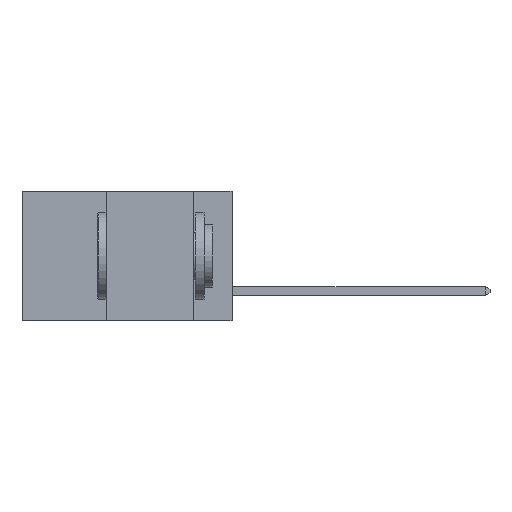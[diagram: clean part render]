
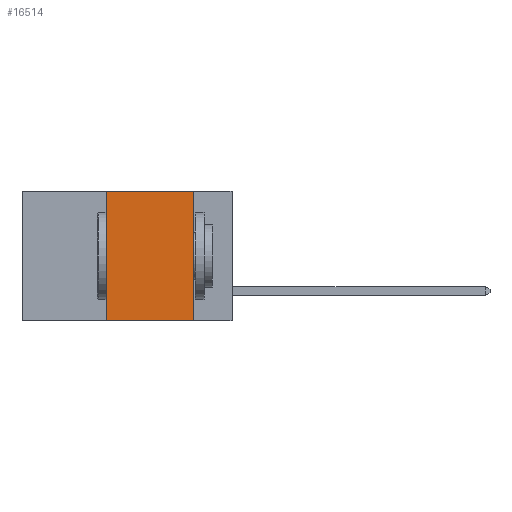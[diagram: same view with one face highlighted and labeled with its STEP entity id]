
A CAD part, left-side view. The second image highlights one B-rep face of the part: STEP entity #16514.
In plain terms, the highlighted planar face has unit normal (-1, 0, 0).
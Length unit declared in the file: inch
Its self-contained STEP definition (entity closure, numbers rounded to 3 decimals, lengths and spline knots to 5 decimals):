
#847 = CARTESIAN_POINT ( 'NONE',  ( 0., 0.36, 0. ) ) ;
#1896 = DIRECTION ( 'NONE',  ( 0., 0., -1. ) ) ;
#3404 = CARTESIAN_POINT ( 'NONE',  ( 0., 0.36, -0.37 ) ) ;
#3627 = VECTOR ( 'NONE', #21704, 39.37008 ) ;
#5382 = LINE ( 'NONE', #25904, #32129 ) ;
#6628 = FACE_OUTER_BOUND ( 'NONE', #12428, .T. ) ;
#6941 = VECTOR ( 'NONE', #18721, 39.37008 ) ;
#9387 = VERTEX_POINT ( 'NONE', #3404 ) ;
#10194 = EDGE_CURVE ( 'NONE', #9387, #24390, #31229, .T. ) ;
#10941 = DIRECTION ( 'NONE',  ( 0., 0., -1. ) ) ;
#11661 = CARTESIAN_POINT ( 'NONE',  ( 0., 0.6, -0.37 ) ) ;
#11951 = DIRECTION ( 'NONE',  ( 1., 0., 0. ) ) ;
#12203 = EDGE_CURVE ( 'NONE', #21958, #25391, #15855, .T. ) ;
#12428 = EDGE_LOOP ( 'NONE', ( #14828, #21446, #16410, #29692 ) ) ;
#13224 = AXIS2_PLACEMENT_3D ( 'NONE', #29656, #11951, #1896 ) ;
#14828 = ORIENTED_EDGE ( 'NONE', *, *, #17120, .F. ) ;
#15855 = LINE ( 'NONE', #30280, #27538 ) ;
#16410 = ORIENTED_EDGE ( 'NONE', *, *, #22800, .F. ) ;
#16514 = ADVANCED_FACE ( 'NONE', ( #6628 ), #32159, .F. ) ;
#17120 = EDGE_CURVE ( 'NONE', #25391, #24390, #5382, .T. ) ;
#18721 = DIRECTION ( 'NONE',  ( 0., 0., 1. ) ) ;
#20360 = LINE ( 'NONE', #847, #6941 ) ;
#21446 = ORIENTED_EDGE ( 'NONE', *, *, #12203, .F. ) ;
#21704 = DIRECTION ( 'NONE',  ( 0., -1., 0. ) ) ;
#21958 = VERTEX_POINT ( 'NONE', #23868 ) ;
#22800 = EDGE_CURVE ( 'NONE', #9387, #21958, #20360, .T. ) ;
#23868 = CARTESIAN_POINT ( 'NONE',  ( 0., 0.36, 0. ) ) ;
#24390 = VERTEX_POINT ( 'NONE', #32273 ) ;
#25391 = VERTEX_POINT ( 'NONE', #26655 ) ;
#25904 = CARTESIAN_POINT ( 'NONE',  ( 0., 0.11, 0. ) ) ;
#26655 = CARTESIAN_POINT ( 'NONE',  ( 0., 0.11, 0. ) ) ;
#27538 = VECTOR ( 'NONE', #32782, 39.37008 ) ;
#29656 = CARTESIAN_POINT ( 'NONE',  ( 0., 0.6, 0. ) ) ;
#29692 = ORIENTED_EDGE ( 'NONE', *, *, #10194, .T. ) ;
#30280 = CARTESIAN_POINT ( 'NONE',  ( 0., 0.6, 0. ) ) ;
#31229 = LINE ( 'NONE', #11661, #3627 ) ;
#32129 = VECTOR ( 'NONE', #10941, 39.37008 ) ;
#32159 = PLANE ( 'NONE',  #13224 ) ;
#32273 = CARTESIAN_POINT ( 'NONE',  ( 0., 0.11, -0.37 ) ) ;
#32782 = DIRECTION ( 'NONE',  ( 0., -1., 0. ) ) ;
